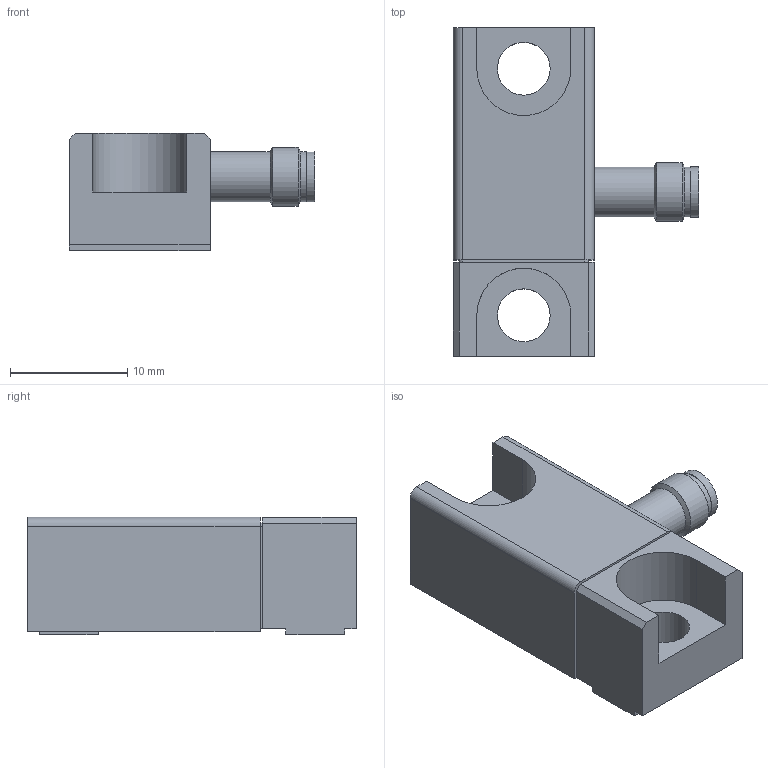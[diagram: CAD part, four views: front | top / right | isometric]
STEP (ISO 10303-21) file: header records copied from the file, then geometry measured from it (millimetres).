
FILE_DESCRIPTION( ( 'Unknown' ), '1' );
FILE_NAME( 'DST20-24.xxx.TP3.M4.stp', 'Unknown', ( 'Unknown' ), ( 'Unknown' ), 'PSStep 19.0.9', 'Unknown', ' ' );
FILE_SCHEMA( ( 'AUTOMOTIVE_DESIGN { 1 0 10303 214 1 1 1 1 }' ) );
Length unit declared in the file: millimetre
Products named in the file (1): Mechanik DST 20 M 1000ue
Bounding box: 20.9 x 28 x 10 mm (x, y, z)
Volume: 2645.1 mm3; surface area: 1998 mm2
Topology: 1 solids, 10 shells, 147 faces, 382 edges, 246 vertices
Faces by surface type: plane 78, cylinder 49, cone 12, sphere 6, torus 2
Full cylindrical faces by diameter (mm): 0.45 x4, 0.6 x4, 3.2 x1, 3.35 x4, 3.75 x5, 4.25 x2, 4.3 x1, 4.5 x2, 5 x1
Entity records: 5268 total; most frequent: CARTESIAN_POINT 782, DIRECTION 696, ORIENTED_EDGE 612, EDGE_CURVE 306, AXIS2_PLACEMENT_3D 250, VERTEX_POINT 216, EDGE_LOOP 198, LINE 196
